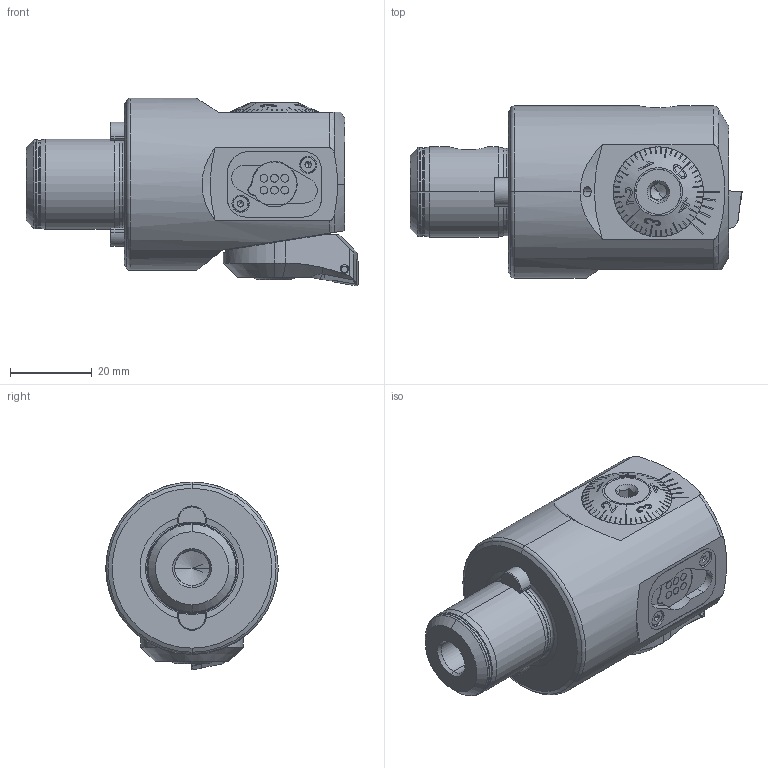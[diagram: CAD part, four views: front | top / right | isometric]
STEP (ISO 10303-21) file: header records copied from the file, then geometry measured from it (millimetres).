
FILE_DESCRIPTION (( 'STEP AP203' ), '1' );
FILE_NAME ('ST4.F42.DA2.057.STEP', '2017-11-14T08:33:03', ( 'SWIAdmin' ), ( 'Hewlett-Packard Company' ), 'SwSTEP 2.0', 'SolidWorks 2017', '' );
FILE_SCHEMA (( 'CONFIG_CONTROL_DESIGN' ));
Length unit declared in the file: millimetre
Products named in the file (26): ST4-F42.DA1.057_A; DIN 3771 - 13x1; F42-BG1.DA2.022_Standard min; F42-WCA.001.009_C_fertigbearbeitet; Fxx-BG7.DA2.0xx_F42; A42-BG3.011.030_A; A42-BG2.011.014_C; CCMT060204; ST4-ER2.001.009_A; Klebstoff D8; A42-BG2.012.005_A; WCA-ER2.001.006_A; ST4.F42.DA2.057; ISO 4026 - M8 x 6; A42-BG2.013.005_B; F42-WCA.001.009; Fxx-BG7.DA1.0xx_A_F42; F42-BG2.014.014_A; F42-ER1.101.020_A; PEF-DA1.011.017_A; A42-BG1.012.006_B; F42-BG1.DA1.022_B; PEF-DA1.010.032_A; DIN 3771 - 19x1.5; ISO 4762 - M2 x 6; Fxx-MAB.xxx.xxx_A_F42
Assembly tree (27 placements, depth 3):
  ST4.F42.DA2.057
    ST4-F42.DA1.057_A
    F42-WCA.001.009
      F42-WCA.001.009_C_fertigbearbeitet
      CCMT060204
      WCA-ER2.001.006_A
    F42-ER1.101.020_A
    F42-BG1.DA2.022_Standard min
      F42-BG1.DA1.022_B
      A42-BG2.011.014_C
      A42-BG2.012.005_A
      A42-BG2.013.005_B
      F42-BG2.014.014_A
      A42-BG1.012.006_B
      DIN 3771 - 19x1.5
      Fxx-MAB.xxx.xxx_A_F42
    A42-BG3.011.030_A
    Klebstoff D8
    ISO 4026 - M8 x 6
    Fxx-BG7.DA2.0xx_F42
      Fxx-BG7.DA1.0xx_A_F42
      PEF-DA1.011.017_A
      PEF-DA1.010.032_A
      ISO 4762 - M2 x 6  x2
      DIN 3771 - 13x1
    ST4-ER2.001.009_A  x2
Bounding box: 81 x 42 x 45.8 mm (x, y, z)
Volume: 75021.6 mm3; surface area: 30421.6 mm2
Topology: 26 solids, 26 shells, 1058 faces, 2659 edges, 1665 vertices
Faces by surface type: plane 439, cylinder 254, cone 230, torus 86, bspline 47, sphere 2
Entity records: 36385 total; most frequent: CARTESIAN_POINT 10084, ORIENTED_EDGE 5064, DIRECTION 4710, EDGE_CURVE 2532, AXIS2_PLACEMENT_3D 1828, VERTEX_POINT 1604, EDGE_LOOP 1086, LINE 1054
